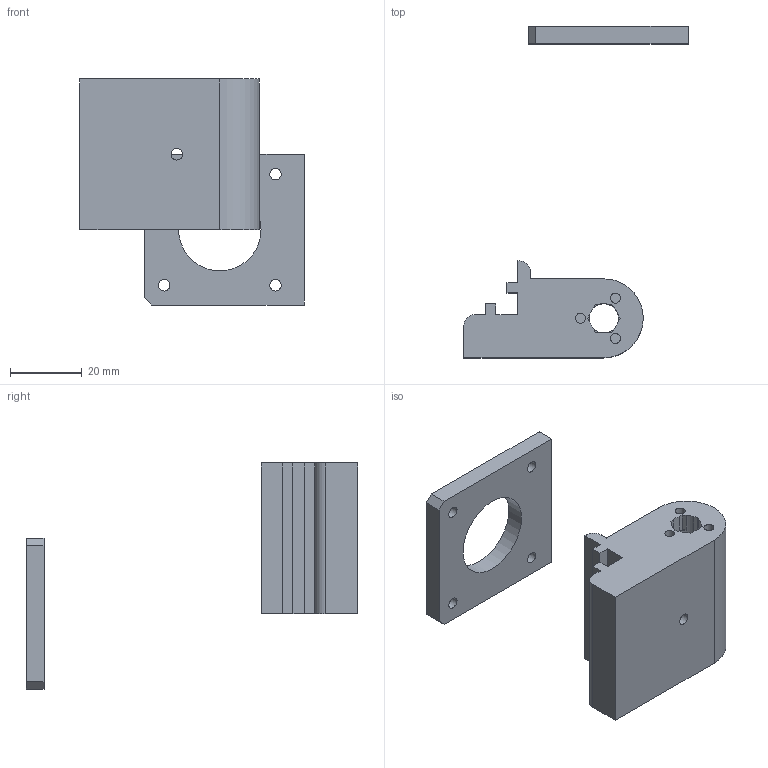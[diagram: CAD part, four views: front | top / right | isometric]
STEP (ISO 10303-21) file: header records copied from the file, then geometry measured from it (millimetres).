
FILE_DESCRIPTION(('FreeCAD Model'),'2;1');
FILE_NAME('x-motor-idler-1515-M5-x1.step' ,'2021-08-29T10:14:47',('Author'),(''), 'Open CASCADE STEP processor 7.3','FreeCAD','Unknown');
FILE_SCHEMA(('AUTOMOTIVE_DESIGN { 1 0 10303 214 1 1 1 1 }'));
Length unit declared in the file: millimetre
Products named in the file (2): Box101; motor.idler
Bounding box: 62.5 x 92.5 x 63 mm (x, y, z)
Volume: 39411.1 mm3; surface area: 15150.1 mm2
Topology: 2 solids, 2 shells, 69 faces, 180 edges, 120 vertices
Faces by surface type: plane 54, cylinder 15
Full cylindrical faces by diameter (mm): 2.8 x3, 3.2 x5, 6 x2, 8.2 x1, 23 x1
Entity records: 4578 total; most frequent: CARTESIAN_POINT 826, DIRECTION 708, LINE 452, VECTOR 452, ORIENTED_EDGE 360, PCURVE 360, DEFINITIONAL_REPRESENTATION 360, EDGE_CURVE 180
